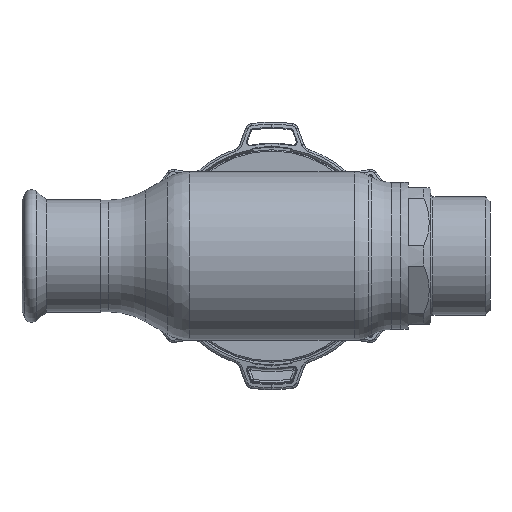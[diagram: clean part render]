
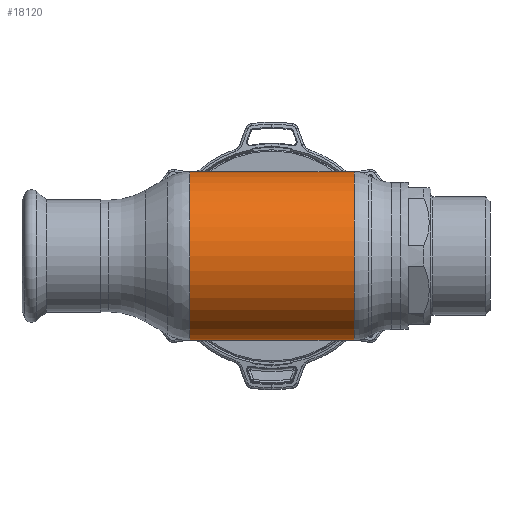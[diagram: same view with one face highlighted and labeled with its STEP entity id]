
A CAD part, front view. The second image highlights one B-rep face of the part: STEP entity #18120.
In plain terms, the highlighted cylindrical face has radius 34 mm (diameter 68 mm), a partial arc.
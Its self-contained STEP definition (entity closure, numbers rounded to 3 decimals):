
#254 = EDGE_LOOP ( 'NONE', ( #6232, #21207, #18654, #32233 ) ) ;
#1457 = DIRECTION ( 'NONE',  ( 0., 0., -1. ) ) ;
#1480 = CARTESIAN_POINT ( 'NONE',  ( 33.177, 0., -34. ) ) ;
#3440 = CARTESIAN_POINT ( 'NONE',  ( 62.69, 0., 34. ) ) ;
#3525 = VERTEX_POINT ( 'NONE', #4639 ) ;
#4047 = CARTESIAN_POINT ( 'NONE',  ( 33.177, 0., 0. ) ) ;
#4064 = AXIS2_PLACEMENT_3D ( 'NONE', #18675, #13633, #5970 ) ;
#4639 = CARTESIAN_POINT ( 'NONE',  ( 33.177, 0., 34. ) ) ;
#5970 = DIRECTION ( 'NONE',  ( 0., 0., -1. ) ) ;
#5988 = CYLINDRICAL_SURFACE ( 'NONE', #12373, 34. ) ;
#6232 = ORIENTED_EDGE ( 'NONE', *, *, #7833, .F. ) ;
#7833 = EDGE_CURVE ( 'NONE', #21604, #3525, #29362, .T. ) ;
#7875 = FACE_OUTER_BOUND ( 'NONE', #254, .T. ) ;
#12373 = AXIS2_PLACEMENT_3D ( 'NONE', #22718, #12380, #20138 ) ;
#12380 = DIRECTION ( 'NONE',  ( 1., 0., 0. ) ) ;
#13251 = VERTEX_POINT ( 'NONE', #22831 ) ;
#13633 = DIRECTION ( 'NONE',  ( 1., 0., 0. ) ) ;
#13671 = AXIS2_PLACEMENT_3D ( 'NONE', #4047, #14476, #1457 ) ;
#14476 = DIRECTION ( 'NONE',  ( 1., 0., 0. ) ) ;
#14609 = CARTESIAN_POINT ( 'NONE',  ( -33.177, 0., 34. ) ) ;
#15399 = EDGE_CURVE ( 'NONE', #3525, #21269, #26270, .T. ) ;
#16086 = LINE ( 'NONE', #26726, #16106 ) ;
#16106 = VECTOR ( 'NONE', #24328, 1000. ) ;
#16605 = EDGE_CURVE ( 'NONE', #13251, #21269, #16086, .T. ) ;
#18120 = ADVANCED_FACE ( 'NONE', ( #7875 ), #5988, .T. ) ;
#18654 = ORIENTED_EDGE ( 'NONE', *, *, #16605, .T. ) ;
#18675 = CARTESIAN_POINT ( 'NONE',  ( -33.177, 0., 0. ) ) ;
#19413 = DIRECTION ( 'NONE',  ( 1., 0., 0. ) ) ;
#20138 = DIRECTION ( 'NONE',  ( 0., 0., -1. ) ) ;
#21207 = ORIENTED_EDGE ( 'NONE', *, *, #26717, .T. ) ;
#21269 = VERTEX_POINT ( 'NONE', #1480 ) ;
#21604 = VERTEX_POINT ( 'NONE', #14609 ) ;
#22718 = CARTESIAN_POINT ( 'NONE',  ( 62.69, 0., 0. ) ) ;
#22831 = CARTESIAN_POINT ( 'NONE',  ( -33.177, 0., -34. ) ) ;
#24328 = DIRECTION ( 'NONE',  ( 1., 0., 0. ) ) ;
#26270 = CIRCLE ( 'NONE', #13671, 34. ) ;
#26717 = EDGE_CURVE ( 'NONE', #21604, #13251, #33620, .T. ) ;
#26726 = CARTESIAN_POINT ( 'NONE',  ( 62.69, 0., -34. ) ) ;
#29362 = LINE ( 'NONE', #3440, #33366 ) ;
#32233 = ORIENTED_EDGE ( 'NONE', *, *, #15399, .F. ) ;
#33366 = VECTOR ( 'NONE', #19413, 1000. ) ;
#33620 = CIRCLE ( 'NONE', #4064, 34. ) ;
